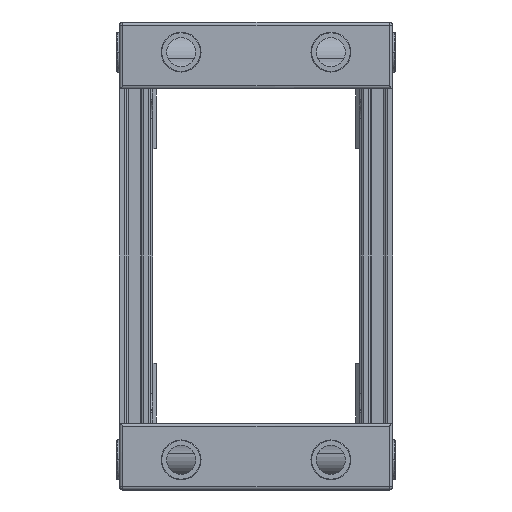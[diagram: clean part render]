
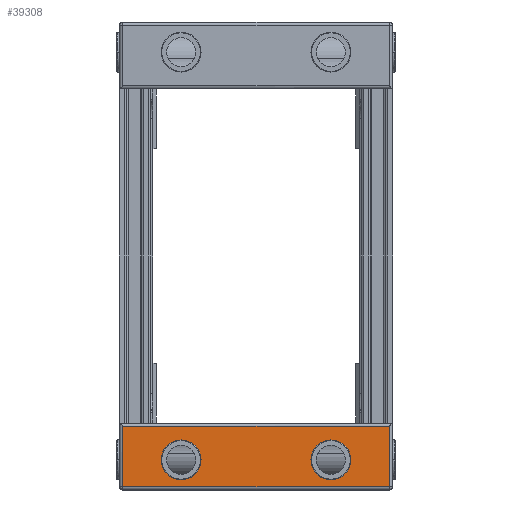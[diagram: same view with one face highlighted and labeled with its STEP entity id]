
A CAD part, left-side view. The second image highlights one B-rep face of the part: STEP entity #39308.
In plain terms, the highlighted planar face has unit normal (-1, 0, 0).
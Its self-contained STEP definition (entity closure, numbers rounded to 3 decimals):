
#877 = CARTESIAN_POINT ( 'NONE',  ( -174.752, 40.11, -254.555 ) ) ;
#3128 = AXIS2_PLACEMENT_3D ( 'NONE', #99301, #110067, #79536 ) ;
#4019 = EDGE_LOOP ( 'NONE', ( #123312, #29787 ) ) ;
#4114 = VERTEX_POINT ( 'NONE', #877 ) ;
#4185 = AXIS2_PLACEMENT_3D ( 'NONE', #80543, #99411, #99836 ) ;
#5511 = ORIENTED_EDGE ( 'NONE', *, *, #130254, .F. ) ;
#6339 = CARTESIAN_POINT ( 'NONE',  ( -174.752, 40.11, -236.455 ) ) ;
#7623 = LINE ( 'NONE', #74009, #14051 ) ;
#7737 = DIRECTION ( 'NONE',  ( 0., 0., -1. ) ) ;
#8886 = EDGE_CURVE ( 'NONE', #122726, #80739, #116925, .T. ) ;
#11235 = AXIS2_PLACEMENT_3D ( 'NONE', #118278, #128582, #55534 ) ;
#11718 = CIRCLE ( 'NONE', #4185, 6. ) ;
#12775 = LINE ( 'NONE', #97503, #131395 ) ;
#14051 = VECTOR ( 'NONE', #22996, 1000. ) ;
#15752 = EDGE_CURVE ( 'NONE', #30403, #76017, #11718, .T. ) ;
#19389 = ORIENTED_EDGE ( 'NONE', *, *, #50168, .T. ) ;
#22996 = DIRECTION ( 'NONE',  ( 0., 1., 0. ) ) ;
#25979 = ORIENTED_EDGE ( 'NONE', *, *, #124399, .T. ) ;
#27189 = EDGE_LOOP ( 'NONE', ( #5511, #123435, #25979, #19389 ) ) ;
#27783 = CARTESIAN_POINT ( 'NONE',  ( -174.752, 28.597, -246.505 ) ) ;
#29787 = ORIENTED_EDGE ( 'NONE', *, *, #8886, .F. ) ;
#30403 = VERTEX_POINT ( 'NONE', #27783 ) ;
#33045 = CARTESIAN_POINT ( 'NONE',  ( -174.752, -39.916, -254.555 ) ) ;
#33638 = CARTESIAN_POINT ( 'NONE',  ( -174.752, -16.403, -246.505 ) ) ;
#35381 = LINE ( 'NONE', #72016, #64272 ) ;
#37579 = VERTEX_POINT ( 'NONE', #6339 ) ;
#39308 = ADVANCED_FACE ( 'NONE', ( #87026, #59775, #56558 ), #80725, .T. ) ;
#42186 = DIRECTION ( 'NONE',  ( -1., 0., 0. ) ) ;
#49503 = CARTESIAN_POINT ( 'NONE',  ( -174.752, 16.597, -246.505 ) ) ;
#50168 = EDGE_CURVE ( 'NONE', #37579, #4114, #35381, .T. ) ;
#50596 = DIRECTION ( 'NONE',  ( -1., 0., 0. ) ) ;
#50863 = ORIENTED_EDGE ( 'NONE', *, *, #77007, .F. ) ;
#52328 = ORIENTED_EDGE ( 'NONE', *, *, #15752, .F. ) ;
#52445 = DIRECTION ( 'NONE',  ( 0., 1., 0. ) ) ;
#55534 = DIRECTION ( 'NONE',  ( 0., 1., 0. ) ) ;
#56558 = FACE_OUTER_BOUND ( 'NONE', #27189, .T. ) ;
#59775 = FACE_BOUND ( 'NONE', #4019, .T. ) ;
#60832 = VERTEX_POINT ( 'NONE', #111750 ) ;
#64272 = VECTOR ( 'NONE', #90809, 1000. ) ;
#70481 = AXIS2_PLACEMENT_3D ( 'NONE', #81525, #50596, #112952 ) ;
#72016 = CARTESIAN_POINT ( 'NONE',  ( -174.752, 40.11, -365.996 ) ) ;
#74009 = CARTESIAN_POINT ( 'NONE',  ( -174.752, 41.12, -236.455 ) ) ;
#76017 = VERTEX_POINT ( 'NONE', #49503 ) ;
#77007 = EDGE_CURVE ( 'NONE', #76017, #30403, #95627, .T. ) ;
#78252 = EDGE_CURVE ( 'NONE', #60832, #130069, #124166, .T. ) ;
#79536 = DIRECTION ( 'NONE',  ( 0., 1., 0. ) ) ;
#80543 = CARTESIAN_POINT ( 'NONE',  ( -174.752, 22.597, -246.505 ) ) ;
#80725 = PLANE ( 'NONE',  #117516 ) ;
#80739 = VERTEX_POINT ( 'NONE', #33638 ) ;
#81525 = CARTESIAN_POINT ( 'NONE',  ( -174.752, -22.403, -246.505 ) ) ;
#87026 = FACE_BOUND ( 'NONE', #94143, .T. ) ;
#90809 = DIRECTION ( 'NONE',  ( 0., 0., -1. ) ) ;
#91453 = CARTESIAN_POINT ( 'NONE',  ( -174.752, 41.11, -365.996 ) ) ;
#94143 = EDGE_LOOP ( 'NONE', ( #52328, #50863 ) ) ;
#95243 = VECTOR ( 'NONE', #7737, 1000. ) ;
#95627 = CIRCLE ( 'NONE', #3128, 6. ) ;
#97503 = CARTESIAN_POINT ( 'NONE',  ( -174.752, 41.11, -254.555 ) ) ;
#98665 = CARTESIAN_POINT ( 'NONE',  ( -174.752, -39.916, -365.996 ) ) ;
#99301 = CARTESIAN_POINT ( 'NONE',  ( -174.752, 22.597, -246.505 ) ) ;
#99411 = DIRECTION ( 'NONE',  ( -1., 0., 0. ) ) ;
#99836 = DIRECTION ( 'NONE',  ( 0., 1., 0. ) ) ;
#101931 = CIRCLE ( 'NONE', #11235, 6. ) ;
#110067 = DIRECTION ( 'NONE',  ( -1., 0., 0. ) ) ;
#111750 = CARTESIAN_POINT ( 'NONE',  ( -174.752, -39.916, -236.455 ) ) ;
#112952 = DIRECTION ( 'NONE',  ( 0., 1., 0. ) ) ;
#116925 = CIRCLE ( 'NONE', #70481, 6. ) ;
#117516 = AXIS2_PLACEMENT_3D ( 'NONE', #91453, #42186, #52445 ) ;
#118278 = CARTESIAN_POINT ( 'NONE',  ( -174.752, -22.403, -246.505 ) ) ;
#122726 = VERTEX_POINT ( 'NONE', #132680 ) ;
#123312 = ORIENTED_EDGE ( 'NONE', *, *, #126181, .F. ) ;
#123435 = ORIENTED_EDGE ( 'NONE', *, *, #78252, .F. ) ;
#124166 = LINE ( 'NONE', #98665, #95243 ) ;
#124399 = EDGE_CURVE ( 'NONE', #60832, #37579, #7623, .T. ) ;
#126181 = EDGE_CURVE ( 'NONE', #80739, #122726, #101931, .T. ) ;
#128411 = DIRECTION ( 'NONE',  ( 0., 1., 0. ) ) ;
#128582 = DIRECTION ( 'NONE',  ( -1., 0., 0. ) ) ;
#130069 = VERTEX_POINT ( 'NONE', #33045 ) ;
#130254 = EDGE_CURVE ( 'NONE', #130069, #4114, #12775, .T. ) ;
#131395 = VECTOR ( 'NONE', #128411, 1000. ) ;
#132680 = CARTESIAN_POINT ( 'NONE',  ( -174.752, -28.403, -246.505 ) ) ;
